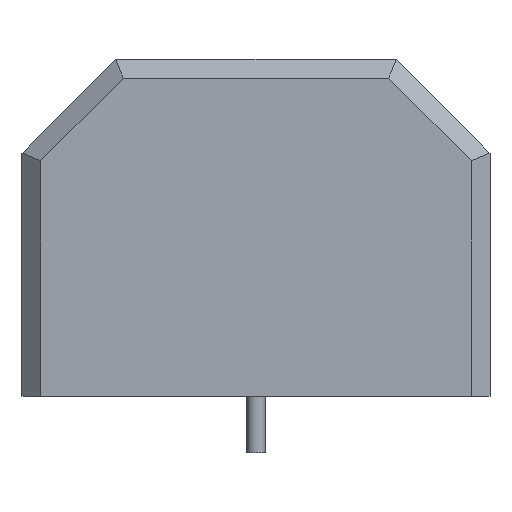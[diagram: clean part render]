
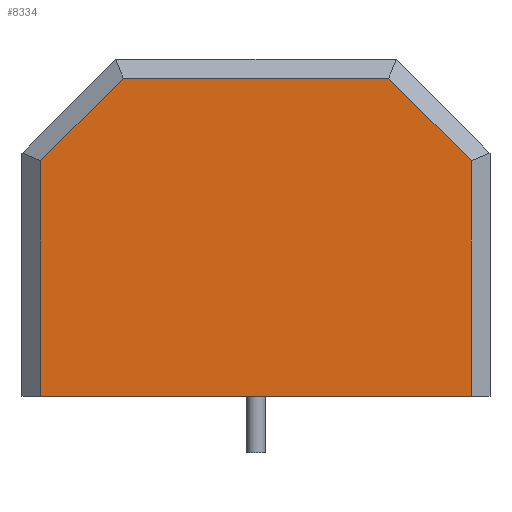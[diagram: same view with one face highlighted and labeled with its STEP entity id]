
A CAD part, front view. The second image highlights one B-rep face of the part: STEP entity #8334.
In plain terms, the highlighted planar face has unit normal (0, -1, 0).
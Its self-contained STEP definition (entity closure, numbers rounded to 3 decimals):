
#8334=ADVANCED_FACE('',(#14940),#14942,.T.);
#14940=FACE_BOUND('',#14941,.T.);
#14941=EDGE_LOOP('',(#20469,#20470,#20471,#20472,#20473,#20474));
#14942=PLANE('',#14943);
#14943=AXIS2_PLACEMENT_3D('',#14944,#14945,#14946);
#14944=CARTESIAN_POINT('',(0.,0.,0.));
#14945=DIRECTION('',(0.,-1.,0.));
#14946=DIRECTION('',(1.,0.,0.));
#20469=ORIENTED_EDGE('',*,*,#23244,.F.);
#20470=ORIENTED_EDGE('',*,*,#23245,.T.);
#20471=ORIENTED_EDGE('',*,*,#23246,.T.);
#20472=ORIENTED_EDGE('',*,*,#23247,.F.);
#20473=ORIENTED_EDGE('',*,*,#23232,.F.);
#20474=ORIENTED_EDGE('',*,*,#23248,.F.);
#23232=EDGE_CURVE('',#27765,#27766,#27767,.T.);
#23244=EDGE_CURVE('',#27785,#27786,#27787,.T.);
#23245=EDGE_CURVE('',#27785,#27788,#27789,.T.);
#23246=EDGE_CURVE('',#27788,#27790,#27791,.T.);
#23247=EDGE_CURVE('',#27766,#27790,#27792,.T.);
#23248=EDGE_CURVE('',#27786,#27765,#27793,.T.);
#27765=VERTEX_POINT('',#38682);
#27766=VERTEX_POINT('',#38683);
#27767=LINE('',#38684,#38685);
#27785=VERTEX_POINT('',#38726);
#27786=VERTEX_POINT('',#38727);
#27787=LINE('',#38728,#38729);
#27788=VERTEX_POINT('',#38731);
#27789=LINE('',#38732,#38733);
#27790=VERTEX_POINT('',#38735);
#27791=LINE('',#38736,#38737);
#27792=LINE('',#38739,#38740);
#27793=LINE('',#38742,#38743);
#38682=CARTESIAN_POINT('',(5.414,0.,17.));
#38683=CARTESIAN_POINT('',(19.586,0.,17.));
#38684=CARTESIAN_POINT('',(5.414,0.,17.));
#38685=VECTOR('',#38686,1.);
#38686=DIRECTION('',(1.,0.,0.));
#38726=CARTESIAN_POINT('',(1.,0.,0.));
#38727=CARTESIAN_POINT('',(1.,0.,12.586));
#38728=CARTESIAN_POINT('',(1.,0.,0.));
#38729=VECTOR('',#38730,1.);
#38730=DIRECTION('',(0.,0.,1.));
#38731=CARTESIAN_POINT('',(24.,0.,0.));
#38732=CARTESIAN_POINT('',(1.,0.,0.));
#38733=VECTOR('',#38734,1.);
#38734=DIRECTION('',(1.,0.,0.));
#38735=CARTESIAN_POINT('',(24.,0.,12.586));
#38736=CARTESIAN_POINT('',(24.,0.,0.));
#38737=VECTOR('',#38738,1.);
#38738=DIRECTION('',(0.,0.,1.));
#38739=CARTESIAN_POINT('',(19.586,0.,17.));
#38740=VECTOR('',#38741,1.);
#38741=DIRECTION('',(0.707,0.,-0.707));
#38742=CARTESIAN_POINT('',(1.,0.,12.586));
#38743=VECTOR('',#38744,1.);
#38744=DIRECTION('',(0.707,0.,0.707));
